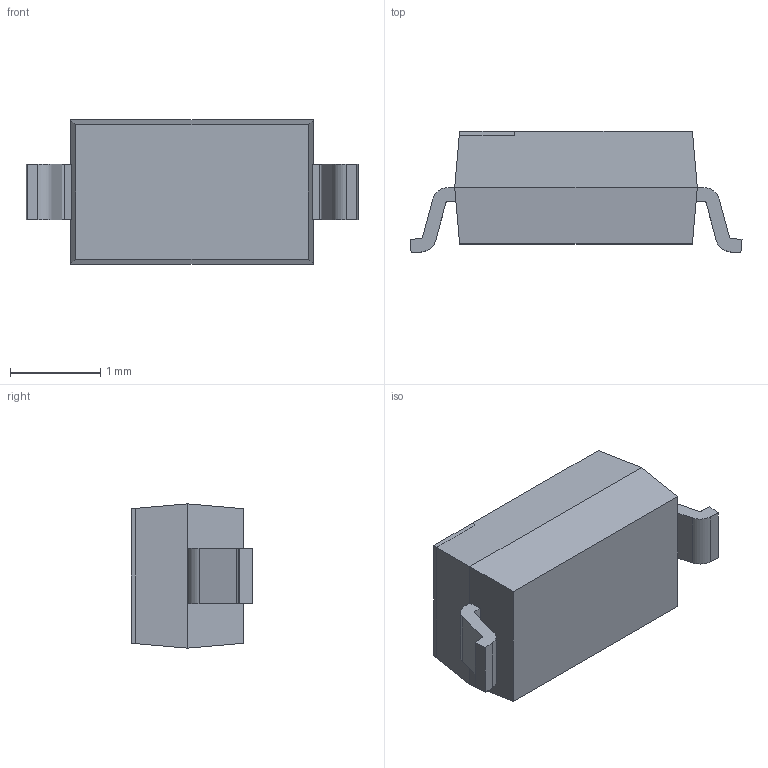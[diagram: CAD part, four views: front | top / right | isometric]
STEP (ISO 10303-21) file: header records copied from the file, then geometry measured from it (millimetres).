
FILE_DESCRIPTION (( 'STEP AP214' ), '1' );
FILE_NAME ('425-04.STEP', '2024-04-18T11:34:16', ( 'LENOVO' ), ( '' ), 'SwSTEP 2.0', 'SolidWorks 2021', '' );
FILE_SCHEMA (( 'AUTOMOTIVE_DESIGN' ));
Length unit declared in the file: millimetre
Products named in the file (1): 425-04
Bounding box: 3.68 x 1.35 x 1.6 mm (x, y, z)
Volume: 5.3 mm3; surface area: 23.5 mm2
Topology: 4 solids, 4 shells, 49 faces, 115 edges, 74 vertices
Faces by surface type: plane 41, cylinder 8
Entity records: 1442 total; most frequent: CARTESIAN_POINT 239, DIRECTION 231, ORIENTED_EDGE 230, EDGE_CURVE 115, VECTOR 99, LINE 99, VERTEX_POINT 74, AXIS2_PLACEMENT_3D 66
